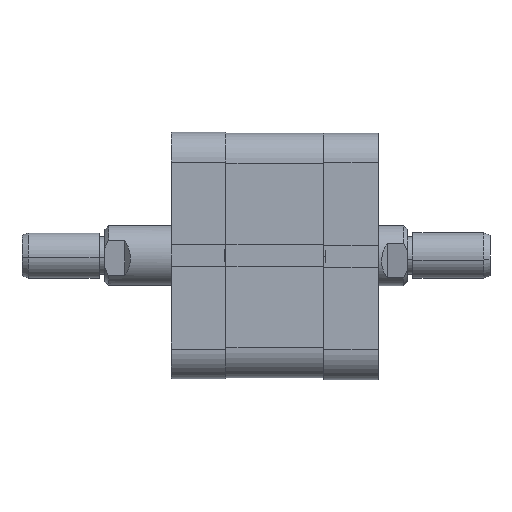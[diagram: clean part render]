
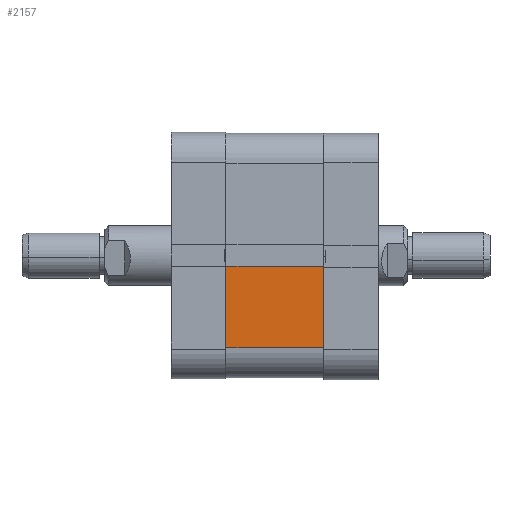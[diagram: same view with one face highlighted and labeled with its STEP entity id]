
A CAD part, front view. The second image highlights one B-rep face of the part: STEP entity #2157.
In plain terms, the highlighted planar face has unit normal (0, -1, 0).
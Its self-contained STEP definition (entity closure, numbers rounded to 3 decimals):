
#800 = CARTESIAN_POINT ( 'NONE',  ( 0., -32.5, -2.8 ) ) ;
#909 = CARTESIAN_POINT ( 'NONE',  ( 26., -32.5, -24.5 ) ) ;
#995 = VERTEX_POINT ( 'NONE', #800 ) ;
#1330 = AXIS2_PLACEMENT_3D ( 'NONE', #16917, #20291, #8487 ) ;
#1422 = ORIENTED_EDGE ( 'NONE', *, *, #21408, .T. ) ;
#2003 = CARTESIAN_POINT ( 'NONE',  ( 26., -32.5, -2.8 ) ) ;
#2157 = ADVANCED_FACE ( 'NONE', ( #3195 ), #15755, .F. ) ;
#3195 = FACE_OUTER_BOUND ( 'NONE', #21147, .T. ) ;
#3263 = VERTEX_POINT ( 'NONE', #2003 ) ;
#3368 = DIRECTION ( 'NONE',  ( -1., 0., 0. ) ) ;
#4004 = ORIENTED_EDGE ( 'NONE', *, *, #20648, .T. ) ;
#4178 = VECTOR ( 'NONE', #9149, 1000. ) ;
#5393 = CARTESIAN_POINT ( 'NONE',  ( 26.001, -32.5, -2.8 ) ) ;
#7126 = VERTEX_POINT ( 'NONE', #909 ) ;
#7738 = ORIENTED_EDGE ( 'NONE', *, *, #8424, .T. ) ;
#8424 = EDGE_CURVE ( 'NONE', #995, #10751, #11629, .T. ) ;
#8487 = DIRECTION ( 'NONE',  ( 0., 0., 1. ) ) ;
#9149 = DIRECTION ( 'NONE',  ( 0., 0., -1. ) ) ;
#10330 = VECTOR ( 'NONE', #3368, 1000. ) ;
#10751 = VERTEX_POINT ( 'NONE', #13752 ) ;
#11072 = VECTOR ( 'NONE', #18506, 1000. ) ;
#11629 = LINE ( 'NONE', #16892, #11756 ) ;
#11662 = CARTESIAN_POINT ( 'NONE',  ( 26., -32.5, -24.5 ) ) ;
#11732 = DIRECTION ( 'NONE',  ( 0., 0., -1. ) ) ;
#11756 = VECTOR ( 'NONE', #11732, 1000. ) ;
#11951 = LINE ( 'NONE', #5393, #10330 ) ;
#12962 = LINE ( 'NONE', #21290, #4178 ) ;
#13752 = CARTESIAN_POINT ( 'NONE',  ( 0., -32.5, -24.5 ) ) ;
#15755 = PLANE ( 'NONE',  #1330 ) ;
#16814 = LINE ( 'NONE', #11662, #11072 ) ;
#16892 = CARTESIAN_POINT ( 'NONE',  ( 0., -32.5, -32.5 ) ) ;
#16917 = CARTESIAN_POINT ( 'NONE',  ( 26., -32.5, -32.5 ) ) ;
#18181 = EDGE_CURVE ( 'NONE', #3263, #7126, #12962, .T. ) ;
#18506 = DIRECTION ( 'NONE',  ( 1., 0., 0. ) ) ;
#20291 = DIRECTION ( 'NONE',  ( 0., 1., 0. ) ) ;
#20648 = EDGE_CURVE ( 'NONE', #3263, #995, #11951, .T. ) ;
#20768 = ORIENTED_EDGE ( 'NONE', *, *, #18181, .F. ) ;
#21147 = EDGE_LOOP ( 'NONE', ( #4004, #7738, #1422, #20768 ) ) ;
#21290 = CARTESIAN_POINT ( 'NONE',  ( 26., -32.5, -32.5 ) ) ;
#21408 = EDGE_CURVE ( 'NONE', #10751, #7126, #16814, .T. ) ;
